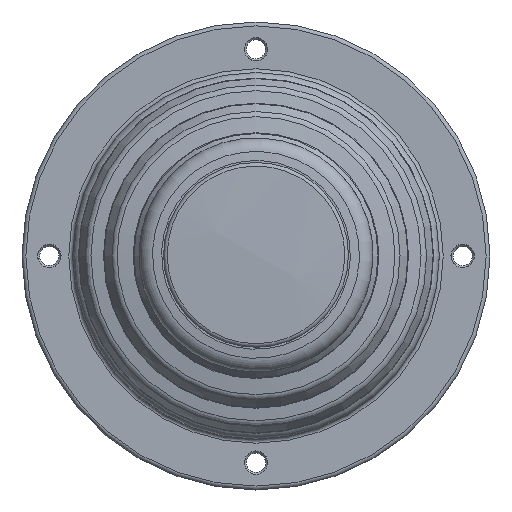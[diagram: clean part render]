
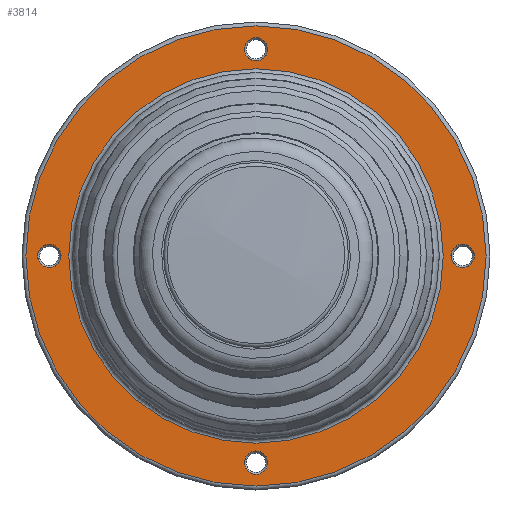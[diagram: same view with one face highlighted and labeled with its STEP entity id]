
A CAD part, top view. The second image highlights one B-rep face of the part: STEP entity #3814.
In plain terms, the highlighted planar face has unit normal (0, 0, 1).
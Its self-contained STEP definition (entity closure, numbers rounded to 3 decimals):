
#554=PLANE('',#4277);
#987=FACE_BOUND('',#1576,.T.);
#988=FACE_BOUND('',#1577,.T.);
#989=FACE_BOUND('',#1578,.T.);
#990=FACE_BOUND('',#1579,.T.);
#991=FACE_BOUND('',#1580,.T.);
#1228=FACE_OUTER_BOUND('',#1575,.T.);
#1575=EDGE_LOOP('',(#3516));
#1576=EDGE_LOOP('',(#3517));
#1577=EDGE_LOOP('',(#3518));
#1578=EDGE_LOOP('',(#3519));
#1579=EDGE_LOOP('',(#3520));
#1580=EDGE_LOOP('',(#3521));
#1844=CIRCLE('',#4258,29.5);
#1856=CIRCLE('',#4278,1.5);
#1857=CIRCLE('',#4279,1.5);
#1858=CIRCLE('',#4280,1.5);
#1859=CIRCLE('',#4281,1.5);
#1860=CIRCLE('',#4282,24.);
#2183=VERTEX_POINT('',#6511);
#2195=VERTEX_POINT('',#6633);
#2196=VERTEX_POINT('',#6635);
#2197=VERTEX_POINT('',#6637);
#2198=VERTEX_POINT('',#6639);
#2199=VERTEX_POINT('',#6641);
#2633=EDGE_CURVE('',#2183,#2183,#1844,.T.);
#2648=EDGE_CURVE('',#2195,#2195,#1856,.T.);
#2649=EDGE_CURVE('',#2196,#2196,#1857,.T.);
#2650=EDGE_CURVE('',#2197,#2197,#1858,.T.);
#2651=EDGE_CURVE('',#2198,#2198,#1859,.T.);
#2652=EDGE_CURVE('',#2199,#2199,#1860,.T.);
#3516=ORIENTED_EDGE('',*,*,#2633,.F.);
#3517=ORIENTED_EDGE('',*,*,#2648,.T.);
#3518=ORIENTED_EDGE('',*,*,#2649,.T.);
#3519=ORIENTED_EDGE('',*,*,#2650,.T.);
#3520=ORIENTED_EDGE('',*,*,#2651,.T.);
#3521=ORIENTED_EDGE('',*,*,#2652,.F.);
#3814=ADVANCED_FACE('',(#1228,#987,#988,#989,#990,#991),#554,.T.);
#4258=AXIS2_PLACEMENT_3D('',#6512,#5349,#5350);
#4277=AXIS2_PLACEMENT_3D('',#6632,#5387,#5388);
#4278=AXIS2_PLACEMENT_3D('',#6634,#5389,#5390);
#4279=AXIS2_PLACEMENT_3D('',#6636,#5391,#5392);
#4280=AXIS2_PLACEMENT_3D('',#6638,#5393,#5394);
#4281=AXIS2_PLACEMENT_3D('',#6640,#5395,#5396);
#4282=AXIS2_PLACEMENT_3D('',#6642,#5397,#5398);
#5349=DIRECTION('center_axis',(0.,0.,
-1.));
#5350=DIRECTION('ref_axis',(0.,-1.,0.));
#5387=DIRECTION('center_axis',(0.,0.,
1.));
#5388=DIRECTION('ref_axis',(-1.,0.,0.));
#5389=DIRECTION('center_axis',(0.,0.,
-1.));
#5390=DIRECTION('ref_axis',(-1.,0.,0.));
#5391=DIRECTION('center_axis',(0.,0.,
-1.));
#5392=DIRECTION('ref_axis',(0.,1.,0.));
#5393=DIRECTION('center_axis',(0.,0.,
-1.));
#5394=DIRECTION('ref_axis',(1.,0.,0.));
#5395=DIRECTION('center_axis',(0.,0.,
-1.));
#5396=DIRECTION('ref_axis',(0.,-1.,0.));
#5397=DIRECTION('center_axis',(0.,0.,
1.));
#5398=DIRECTION('ref_axis',(0.,-1.,0.));
#6511=CARTESIAN_POINT('',(0.,29.5,2.6));
#6512=CARTESIAN_POINT('Origin',(0.,0.,
2.6));
#6632=CARTESIAN_POINT('Origin',(0.,26.75,2.6));
#6633=CARTESIAN_POINT('',(-1.5,-26.5,2.6));
#6634=CARTESIAN_POINT('Origin',(0.,-26.5,2.6));
#6635=CARTESIAN_POINT('',(-26.5,1.5,2.6));
#6636=CARTESIAN_POINT('Origin',(-26.5,0.,2.6));
#6637=CARTESIAN_POINT('',(1.5,26.5,2.6));
#6638=CARTESIAN_POINT('Origin',(0.,26.5,2.6));
#6639=CARTESIAN_POINT('',(26.5,-1.5,2.6));
#6640=CARTESIAN_POINT('Origin',(26.5,0.,2.6));
#6641=CARTESIAN_POINT('',(0.,24.,2.6));
#6642=CARTESIAN_POINT('Origin',(0.,0.,
2.6));
